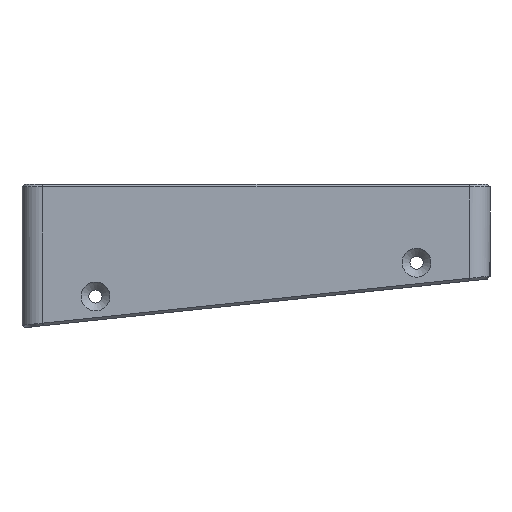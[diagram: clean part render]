
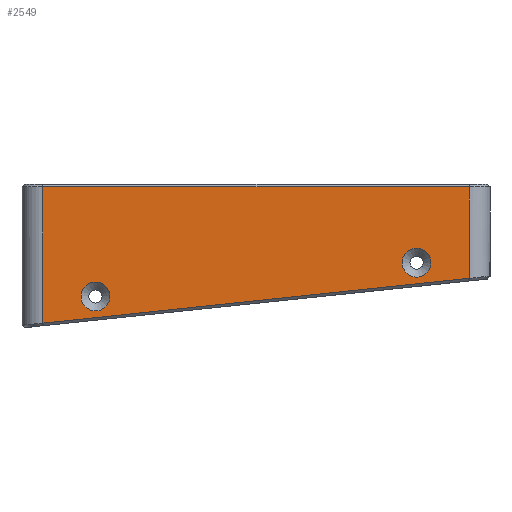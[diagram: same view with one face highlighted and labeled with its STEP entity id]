
A CAD part, left-side view. The second image highlights one B-rep face of the part: STEP entity #2549.
In plain terms, the highlighted planar face has unit normal (-1, 0, 0).
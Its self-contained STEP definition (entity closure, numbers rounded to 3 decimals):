
#32=B_SPLINE_CURVE_WITH_KNOTS('',3,(#4380,#4381,#4382,#4383),
 .UNSPECIFIED.,.F.,.F.,(4,4),(1.558,1.571),
 .UNSPECIFIED.);
#106=FACE_BOUND('',#431,.T.);
#107=FACE_BOUND('',#432,.T.);
#158=PLANE('',#2794);
#279=FACE_OUTER_BOUND('',#430,.T.);
#430=EDGE_LOOP('',(#2236,#2237,#2238,#2239,#2240));
#431=EDGE_LOOP('',(#2241));
#432=EDGE_LOOP('',(#2242));
#481=CIRCLE('',#2610,2.75);
#484=CIRCLE('',#2615,2.75);
#774=LINE('',#4230,#1012);
#784=LINE('',#4410,#1022);
#785=LINE('',#4412,#1023);
#786=LINE('',#4413,#1024);
#1012=VECTOR('',#3420,10.);
#1022=VECTOR('',#3436,10.);
#1023=VECTOR('',#3437,10.);
#1024=VECTOR('',#3438,10.);
#1079=VERTEX_POINT('',#3628);
#1082=VERTEX_POINT('',#3638);
#1260=VERTEX_POINT('',#4203);
#1264=VERTEX_POINT('',#4223);
#1267=VERTEX_POINT('',#4228);
#1278=VERTEX_POINT('',#4409);
#1279=VERTEX_POINT('',#4411);
#1324=EDGE_CURVE('',#1079,#1079,#481,.T.);
#1329=EDGE_CURVE('',#1082,#1082,#484,.T.);
#1593=EDGE_CURVE('',#1267,#1264,#774,.T.);
#1612=EDGE_CURVE('',#1260,#1267,#32,.T.);
#1615=EDGE_CURVE('',#1278,#1260,#784,.T.);
#1616=EDGE_CURVE('',#1279,#1278,#785,.T.);
#1617=EDGE_CURVE('',#1279,#1264,#786,.T.);
#2236=ORIENTED_EDGE('',*,*,#1593,.F.);
#2237=ORIENTED_EDGE('',*,*,#1612,.F.);
#2238=ORIENTED_EDGE('',*,*,#1615,.F.);
#2239=ORIENTED_EDGE('',*,*,#1616,.F.);
#2240=ORIENTED_EDGE('',*,*,#1617,.T.);
#2241=ORIENTED_EDGE('',*,*,#1324,.T.);
#2242=ORIENTED_EDGE('',*,*,#1329,.T.);
#2549=ADVANCED_FACE('',(#279,#106,#107),#158,.T.);
#2610=AXIS2_PLACEMENT_3D('',#3629,#2885,#2886);
#2615=AXIS2_PLACEMENT_3D('',#3639,#2897,#2898);
#2794=AXIS2_PLACEMENT_3D('',#4408,#3434,#3435);
#2885=DIRECTION('center_axis',(1.,0.,0.));
#2886=DIRECTION('ref_axis',(0.,-1.,0.));
#2897=DIRECTION('center_axis',(1.,0.,0.));
#2898=DIRECTION('ref_axis',(0.,-1.,0.));
#3420=DIRECTION('',(0.,0.995,-0.105));
#3434=DIRECTION('center_axis',(-1.,0.,0.));
#3435=DIRECTION('ref_axis',(0.,-1.,0.));
#3436=DIRECTION('',(0.,0.,-1.));
#3437=DIRECTION('',(0.,-1.,0.));
#3438=DIRECTION('',(0.,0.,-1.));
#3628=CARTESIAN_POINT('',(-4.5,-4.75,-12.379));
#3629=CARTESIAN_POINT('Origin',(-4.5,-7.5,-12.379));
#3638=CARTESIAN_POINT('',(-4.5,-65.95,-5.947));
#3639=CARTESIAN_POINT('Origin',(-4.5,-68.7,-5.947));
#4203=CARTESIAN_POINT('',(-4.5,-78.7,-8.918));
#4223=CARTESIAN_POINT('',(-4.5,2.5,-17.452));
#4228=CARTESIAN_POINT('',(-4.5,-78.648,-8.923));
#4230=CARTESIAN_POINT('',(-4.5,-16.825,-15.421));
#4380=CARTESIAN_POINT('Ctrl Pts',(-4.5,-78.7,-8.918));
#4381=CARTESIAN_POINT('Ctrl Pts',(-4.5,-78.683,-8.919));
#4382=CARTESIAN_POINT('Ctrl Pts',(-4.5,-78.665,-8.921));
#4383=CARTESIAN_POINT('Ctrl Pts',(-4.5,-78.648,-8.923));
#4408=CARTESIAN_POINT('Origin',(-4.5,6.5,0.));
#4409=CARTESIAN_POINT('',(-4.5,-78.7,8.5));
#4410=CARTESIAN_POINT('',(-4.5,-78.7,0.));
#4411=CARTESIAN_POINT('',(-4.5,2.5,8.5));
#4412=CARTESIAN_POINT('',(-4.5,-15.8,8.5));
#4413=CARTESIAN_POINT('',(-4.5,2.5,0.));
